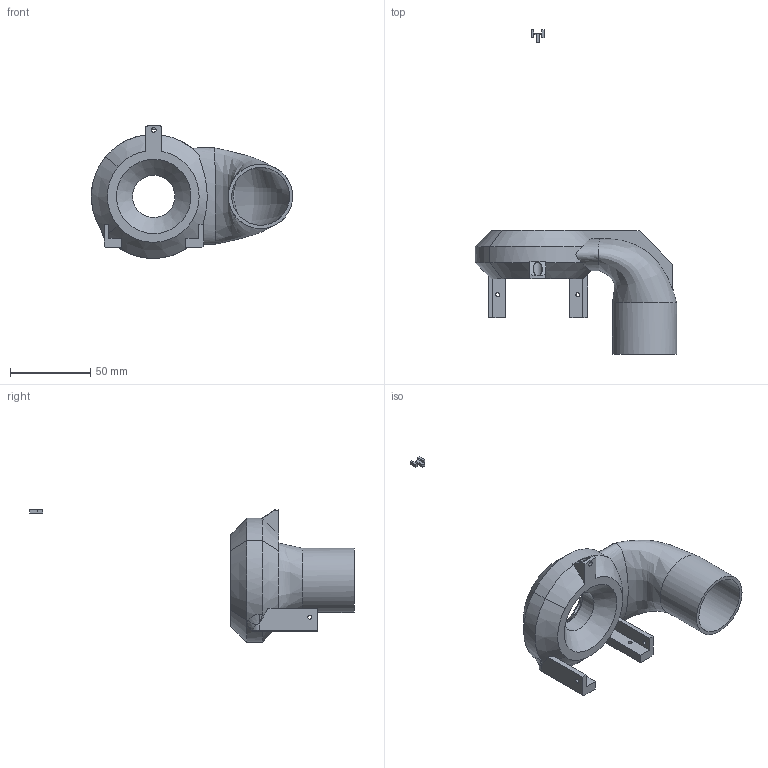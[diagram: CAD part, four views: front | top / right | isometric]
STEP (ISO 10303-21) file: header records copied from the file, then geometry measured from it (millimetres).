
FILE_DESCRIPTION(/* description */ (''),/* implementation_level */ '2;1');
FILE_NAME(/* name */ 'SaugansatzB v8.step',/* time_stamp */ '2021-04-02T22:44:07+02:00',/* author */ (''),/* organization */ (''),/* preprocessor_version */ 'ST-DEVELOPER v18.1',/* originating_system */ 'Autodesk Translation Framework v9.10.0.1330',/* authorisation */ '');
FILE_SCHEMA (('AUTOMOTIVE_DESIGN { 1 0 10303 214 3 1 1 }'));
Length unit declared in the file: millimetre
Products named in the file (3): SaugansatzB; TH-.Stamp v3; TH-.Stamp v3 (1)
Assembly tree (2 placements, depth 2):
  SaugansatzB
    TH-.Stamp v3
    TH-.Stamp v3 (1)
Bounding box: 125.46 x 202 x 82.77 mm (x, y, z)
Volume: 53392.2 mm3; surface area: 51045.2 mm2
Topology: 2 solids, 2 shells, 162 faces, 500 edges, 339 vertices
Faces by surface type: plane 87, cylinder 41, bspline 19, cone 15
Full cylindrical faces by diameter (mm): 2.5 x5, 3 x1, 5.603 x3, 10 x9, 14 x1, 26.397 x1, 30.397 x1, 36 x1, 40 x1
Entity records: 8391 total; most frequent: CARTESIAN_POINT 4048, ORIENTED_EDGE 1000, DIRECTION 759, EDGE_CURVE 500, VERTEX_POINT 339, AXIS2_PLACEMENT_3D 284, EDGE_LOOP 199, LINE 191
